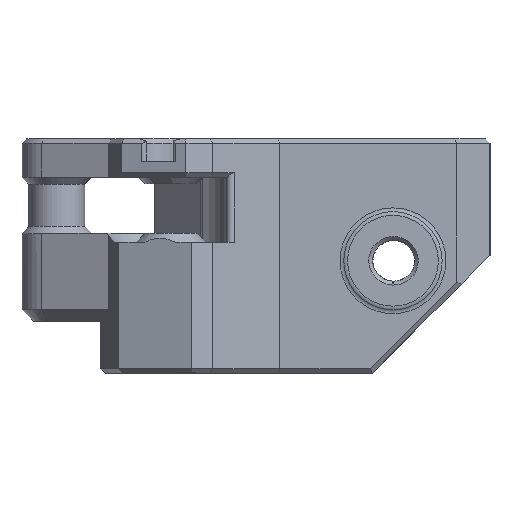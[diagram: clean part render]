
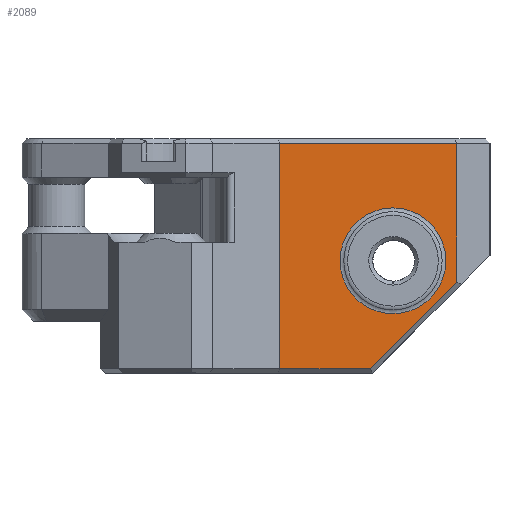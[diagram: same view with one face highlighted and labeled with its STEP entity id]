
A CAD part, top view. The second image highlights one B-rep face of the part: STEP entity #2089.
In plain terms, the highlighted planar face has unit normal (0, 0, 1).
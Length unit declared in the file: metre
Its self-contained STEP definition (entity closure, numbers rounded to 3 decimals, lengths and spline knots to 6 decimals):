
#102=CIRCLE('',#2266,0.004697);
#612=ORIENTED_EDGE('',*,*,#979,.T.);
#613=ORIENTED_EDGE('',*,*,#1004,.F.);
#614=ORIENTED_EDGE('',*,*,#879,.T.);
#615=ORIENTED_EDGE('',*,*,#1002,.T.);
#616=ORIENTED_EDGE('',*,*,#1005,.F.);
#617=ORIENTED_EDGE('',*,*,#1006,.F.);
#879=EDGE_CURVE('',#1138,#1140,#1316,.F.);
#979=EDGE_CURVE('',#1198,#1198,#102,.F.);
#1002=EDGE_CURVE('',#1140,#1213,#1398,.T.);
#1004=EDGE_CURVE('',#1138,#1214,#1400,.T.);
#1005=EDGE_CURVE('',#1215,#1213,#1401,.T.);
#1006=EDGE_CURVE('',#1214,#1215,#1402,.T.);
#1138=VERTEX_POINT('',#3179);
#1140=VERTEX_POINT('',#3184);
#1198=VERTEX_POINT('',#3445);
#1213=VERTEX_POINT('',#3721);
#1214=VERTEX_POINT('',#3725);
#1215=VERTEX_POINT('',#3727);
#1316=LINE('',#3185,#1520);
#1398=LINE('',#3720,#1602);
#1400=LINE('',#3724,#1604);
#1401=LINE('',#3726,#1605);
#1402=LINE('',#3728,#1606);
#1520=VECTOR('',#2561,1.);
#1602=VECTOR('',#2773,1.);
#1604=VECTOR('',#2777,1.);
#1605=VECTOR('',#2778,1.);
#1606=VECTOR('',#2779,1.);
#1744=EDGE_LOOP('',(#612));
#1745=EDGE_LOOP('',(#613,#614,#615,#616,#617));
#1883=FACE_BOUND('',#1744,.T.);
#1884=FACE_BOUND('',#1745,.T.);
#1970=PLANE('',#2274);
#2089=ADVANCED_FACE('',(#1883,#1884),#1970,.T.);
#2266=AXIS2_PLACEMENT_3D('',#3444,#2748,#2749);
#2274=AXIS2_PLACEMENT_3D('',#3723,#2775,#2776);
#2561=DIRECTION('',(0.,1.,0.));
#2748=DIRECTION('',(0.,0.,1.));
#2749=DIRECTION('',(1.,0.,0.));
#2773=DIRECTION('',(1.,0.,0.));
#2775=DIRECTION('',(0.,0.,1.));
#2776=DIRECTION('',(0.,1.,0.));
#2777=DIRECTION('',(1.,0.,0.));
#2778=DIRECTION('',(-0.707,-0.707,0.));
#2779=DIRECTION('',(0.,-1.,0.));
#3179=CARTESIAN_POINT('',(-0.007423,0.008413,0.0072));
#3184=CARTESIAN_POINT('',(-0.007423,-0.011587,0.0072));
#3185=CARTESIAN_POINT('',(-0.007423,-0.011387,0.0072));
#3444=CARTESIAN_POINT('',(0.00264,-0.002012,0.0072));
#3445=CARTESIAN_POINT('',(0.007337,-0.002012,0.0072));
#3720=CARTESIAN_POINT('',(0.000158,-0.011587,0.0072));
#3721=CARTESIAN_POINT('',(0.000646,-0.011587,0.0072));
#3723=CARTESIAN_POINT('',(-0.06219,0.017613,0.0072));
#3724=CARTESIAN_POINT('',(-0.061755,0.008413,0.0072));
#3725=CARTESIAN_POINT('',(0.008309,0.008413,0.0072));
#3726=CARTESIAN_POINT('',(-0.005289,-0.017523,0.0072));
#3727=CARTESIAN_POINT('',(0.008309,-0.003924,0.0072));
#3728=CARTESIAN_POINT('',(0.008309,0.007743,0.0072));
